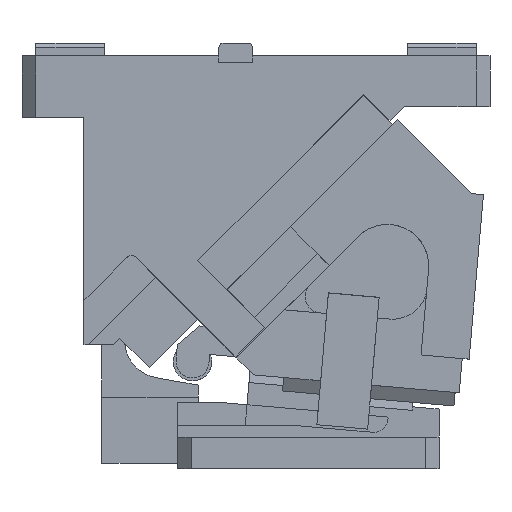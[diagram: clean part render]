
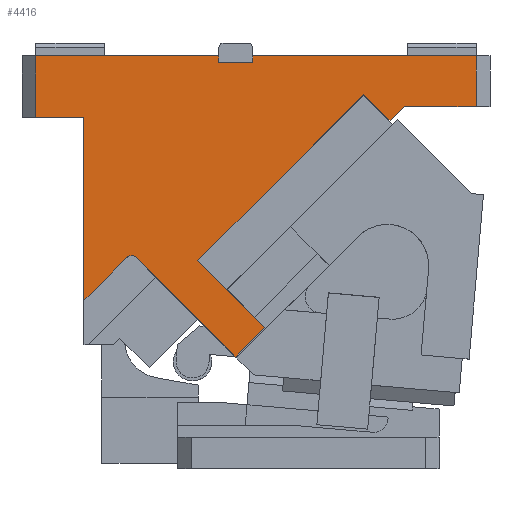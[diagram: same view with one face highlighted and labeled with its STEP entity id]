
A CAD part, front view. The second image highlights one B-rep face of the part: STEP entity #4416.
In plain terms, the highlighted planar face has unit normal (0, -1, 0).
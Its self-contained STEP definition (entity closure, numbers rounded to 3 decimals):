
#3663=CARTESIAN_POINT('Vertex',(-103.,-100.,300.)) ;
#3666=CARTESIAN_POINT('Line Origine',(-36.591,-100.,300.)) ;
#3670=CARTESIAN_POINT('Vertex',(29.818,-100.,300.)) ;
#3929=CARTESIAN_POINT('Vertex',(-68.,-100.,255.)) ;
#3932=CARTESIAN_POINT('Line Origine',(-85.5,-100.,255.)) ;
#3936=CARTESIAN_POINT('Vertex',(-103.,-100.,255.)) ;
#4267=CARTESIAN_POINT('Line Origine',(-103.,-100.,277.5)) ;
#4279=CARTESIAN_POINT('Axis2P3D Location',(10.097,-100.,158.385)) ;
#4284=CARTESIAN_POINT('Line Origine',(74.984,-100.,211.397)) ;
#4288=CARTESIAN_POINT('Vertex',(14.703,-100.,151.116)) ;
#4290=CARTESIAN_POINT('Vertex',(135.265,-100.,271.678)) ;
#4293=CARTESIAN_POINT('Line Origine',(144.811,-100.,262.132)) ;
#4297=CARTESIAN_POINT('Vertex',(154.356,-100.,252.586)) ;
#4300=CARTESIAN_POINT('Line Origine',(159.564,-100.,257.793)) ;
#4304=CARTESIAN_POINT('Vertex',(164.771,-100.,263.)) ;
#4307=CARTESIAN_POINT('Line Origine',(190.885,-100.,263.)) ;
#4311=CARTESIAN_POINT('Vertex',(217.,-100.,263.)) ;
#4314=CARTESIAN_POINT('Line Origine',(217.,-100.,281.5)) ;
#4318=CARTESIAN_POINT('Vertex',(217.,-100.,300.)) ;
#4321=CARTESIAN_POINT('Line Origine',(135.909,-100.,300.)) ;
#4325=CARTESIAN_POINT('Vertex',(54.818,-100.,300.)) ;
#4328=CARTESIAN_POINT('Line Origine',(54.818,-100.,297.5)) ;
#4332=CARTESIAN_POINT('Vertex',(54.818,-100.,295.)) ;
#4335=CARTESIAN_POINT('Line Origine',(42.318,-100.,295.)) ;
#4339=CARTESIAN_POINT('Vertex',(29.818,-100.,295.)) ;
#4342=CARTESIAN_POINT('Line Origine',(29.818,-100.,297.5)) ;
#4347=CARTESIAN_POINT('Line Origine',(-68.,-100.,188.577)) ;
#4351=CARTESIAN_POINT('Vertex',(-68.,-100.,122.153)) ;
#4354=CARTESIAN_POINT('Line Origine',(-52.458,-100.,137.695)) ;
#4358=CARTESIAN_POINT('Vertex',(-36.916,-100.,153.237)) ;
#4362=CARTESIAN_POINT('Control Point',(-29.845,-100.,153.237)) ;
#4363=CARTESIAN_POINT('Control Point',(-30.232,-100.,153.625)) ;
#4364=CARTESIAN_POINT('Control Point',(-30.672,-100.,153.959)) ;
#4365=CARTESIAN_POINT('Control Point',(-31.156,-100.,154.23)) ;
#4366=CARTESIAN_POINT('Control Point',(-32.186,-100.,154.634)) ;
#4367=CARTESIAN_POINT('Control Point',(-33.285,-100.,154.746)) ;
#4368=CARTESIAN_POINT('Control Point',(-33.84,-100.,154.726)) ;
#4369=CARTESIAN_POINT('Control Point',(-34.857,-100.,154.547)) ;
#4370=CARTESIAN_POINT('Control Point',(-35.794,-100.,154.119)) ;
#4371=CARTESIAN_POINT('Control Point',(-36.204,-100.,153.87)) ;
#4372=CARTESIAN_POINT('Control Point',(-36.58,-100.,153.573)) ;
#4373=CARTESIAN_POINT('Control Point',(-36.916,-100.,153.237)) ;
#4374=CARTESIAN_POINT('Vertex',(-29.845,-100.,153.237)) ;
#4377=CARTESIAN_POINT('Line Origine',(6.218,-100.,117.175)) ;
#4381=CARTESIAN_POINT('Vertex',(42.28,-100.,81.112)) ;
#4384=CARTESIAN_POINT('Line Origine',(52.887,-100.,91.719)) ;
#4388=CARTESIAN_POINT('Vertex',(63.493,-100.,102.326)) ;
#4391=CARTESIAN_POINT('Line Origine',(39.098,-100.,126.721)) ;
#3667=DIRECTION('Vector Direction',(1.,0.,0.)) ;
#3933=DIRECTION('Vector Direction',(1.,0.,0.)) ;
#4268=DIRECTION('Vector Direction',(0.,0.,1.)) ;
#4280=DIRECTION('Axis2P3D Direction',(0.,-1.,-0.)) ;
#4281=DIRECTION('Axis2P3D XDirection',(-0.966,0.,-0.259)) ;
#4285=DIRECTION('Vector Direction',(0.707,0.,0.707)) ;
#4294=DIRECTION('Vector Direction',(0.707,0.,-0.707)) ;
#4301=DIRECTION('Vector Direction',(-0.707,0.,-0.707)) ;
#4308=DIRECTION('Vector Direction',(-1.,0.,0.)) ;
#4315=DIRECTION('Vector Direction',(0.,0.,1.)) ;
#4322=DIRECTION('Vector Direction',(1.,0.,0.)) ;
#4329=DIRECTION('Vector Direction',(0.,0.,-1.)) ;
#4336=DIRECTION('Vector Direction',(1.,0.,0.)) ;
#4343=DIRECTION('Vector Direction',(0.,0.,-1.)) ;
#4348=DIRECTION('Vector Direction',(0.,0.,1.)) ;
#4355=DIRECTION('Vector Direction',(-0.707,0.,-0.707)) ;
#4378=DIRECTION('Vector Direction',(0.707,0.,-0.707)) ;
#4385=DIRECTION('Vector Direction',(-0.707,0.,-0.707)) ;
#4392=DIRECTION('Vector Direction',(-0.707,0.,0.707)) ;
#4282=AXIS2_PLACEMENT_3D('Plane Axis2P3D',#4279,#4280,#4281) ;
#4397=ORIENTED_EDGE('',*,*,#4292,.T.) ;
#4398=ORIENTED_EDGE('',*,*,#4299,.T.) ;
#4399=ORIENTED_EDGE('',*,*,#4306,.F.) ;
#4400=ORIENTED_EDGE('',*,*,#4313,.F.) ;
#4401=ORIENTED_EDGE('',*,*,#4320,.T.) ;
#4402=ORIENTED_EDGE('',*,*,#4327,.F.) ;
#4403=ORIENTED_EDGE('',*,*,#4334,.T.) ;
#4404=ORIENTED_EDGE('',*,*,#4341,.F.) ;
#4405=ORIENTED_EDGE('',*,*,#4346,.F.) ;
#4406=ORIENTED_EDGE('',*,*,#3672,.F.) ;
#4407=ORIENTED_EDGE('',*,*,#4271,.F.) ;
#4408=ORIENTED_EDGE('',*,*,#3938,.F.) ;
#4409=ORIENTED_EDGE('',*,*,#4353,.F.) ;
#4410=ORIENTED_EDGE('',*,*,#4360,.F.) ;
#4411=ORIENTED_EDGE('',*,*,#4376,.F.) ;
#4412=ORIENTED_EDGE('',*,*,#4383,.T.) ;
#4413=ORIENTED_EDGE('',*,*,#4390,.F.) ;
#4414=ORIENTED_EDGE('',*,*,#4395,.T.) ;
#3668=VECTOR('Line Direction',#3667,1.) ;
#3934=VECTOR('Line Direction',#3933,1.) ;
#4269=VECTOR('Line Direction',#4268,1.) ;
#4286=VECTOR('Line Direction',#4285,1.) ;
#4295=VECTOR('Line Direction',#4294,1.) ;
#4302=VECTOR('Line Direction',#4301,1.) ;
#4309=VECTOR('Line Direction',#4308,1.) ;
#4316=VECTOR('Line Direction',#4315,1.) ;
#4323=VECTOR('Line Direction',#4322,1.) ;
#4330=VECTOR('Line Direction',#4329,1.) ;
#4337=VECTOR('Line Direction',#4336,1.) ;
#4344=VECTOR('Line Direction',#4343,1.) ;
#4349=VECTOR('Line Direction',#4348,1.) ;
#4356=VECTOR('Line Direction',#4355,1.) ;
#4379=VECTOR('Line Direction',#4378,1.) ;
#4386=VECTOR('Line Direction',#4385,1.) ;
#4393=VECTOR('Line Direction',#4392,1.) ;
#4416=ADVANCED_FACE('CAM HOLDER',(#4415),#4283,.T.) ;
#4361=B_SPLINE_CURVE_WITH_KNOTS('',5,(#4362,#4363,#4364,#4365,#4366,#4367,#4368,#4369,#4370,#4371,#4372,#4373),.UNSPECIFIED.,.F.,.U.,(6,3,3,6),(0.,3.873,7.746,11.107),.UNSPECIFIED.) ;
#3672=EDGE_CURVE('',#3664,#3671,#3669,.T.) ;
#3938=EDGE_CURVE('',#3930,#3937,#3935,.F.) ;
#4271=EDGE_CURVE('',#3937,#3664,#4270,.T.) ;
#4292=EDGE_CURVE('',#4289,#4291,#4287,.T.) ;
#4299=EDGE_CURVE('',#4291,#4298,#4296,.T.) ;
#4306=EDGE_CURVE('',#4305,#4298,#4303,.T.) ;
#4313=EDGE_CURVE('',#4312,#4305,#4310,.T.) ;
#4320=EDGE_CURVE('',#4312,#4319,#4317,.T.) ;
#4327=EDGE_CURVE('',#4326,#4319,#4324,.T.) ;
#4334=EDGE_CURVE('',#4326,#4333,#4331,.T.) ;
#4341=EDGE_CURVE('',#4340,#4333,#4338,.T.) ;
#4346=EDGE_CURVE('',#3671,#4340,#4345,.T.) ;
#4353=EDGE_CURVE('',#4352,#3930,#4350,.T.) ;
#4360=EDGE_CURVE('',#4359,#4352,#4357,.T.) ;
#4376=EDGE_CURVE('',#4375,#4359,#4361,.T.) ;
#4383=EDGE_CURVE('',#4375,#4382,#4380,.T.) ;
#4390=EDGE_CURVE('',#4389,#4382,#4387,.T.) ;
#4395=EDGE_CURVE('',#4389,#4289,#4394,.T.) ;
#4396=EDGE_LOOP('',(#4397,#4398,#4399,#4400,#4401,#4402,#4403,#4404,#4405,#4406,#4407,#4408,#4409,#4410,#4411,#4412,#4413,#4414)) ;
#4415=FACE_OUTER_BOUND('',#4396,.T.) ;
#3669=LINE('Line',#3666,#3668) ;
#3935=LINE('Line',#3932,#3934) ;
#4270=LINE('Line',#4267,#4269) ;
#4287=LINE('Line',#4284,#4286) ;
#4296=LINE('Line',#4293,#4295) ;
#4303=LINE('Line',#4300,#4302) ;
#4310=LINE('Line',#4307,#4309) ;
#4317=LINE('Line',#4314,#4316) ;
#4324=LINE('Line',#4321,#4323) ;
#4331=LINE('Line',#4328,#4330) ;
#4338=LINE('Line',#4335,#4337) ;
#4345=LINE('Line',#4342,#4344) ;
#4350=LINE('Line',#4347,#4349) ;
#4357=LINE('Line',#4354,#4356) ;
#4380=LINE('Line',#4377,#4379) ;
#4387=LINE('Line',#4384,#4386) ;
#4394=LINE('Line',#4391,#4393) ;
#4283=PLANE('Plane',#4282) ;
#3664=VERTEX_POINT('',#3663) ;
#3671=VERTEX_POINT('',#3670) ;
#3930=VERTEX_POINT('',#3929) ;
#3937=VERTEX_POINT('',#3936) ;
#4289=VERTEX_POINT('',#4288) ;
#4291=VERTEX_POINT('',#4290) ;
#4298=VERTEX_POINT('',#4297) ;
#4305=VERTEX_POINT('',#4304) ;
#4312=VERTEX_POINT('',#4311) ;
#4319=VERTEX_POINT('',#4318) ;
#4326=VERTEX_POINT('',#4325) ;
#4333=VERTEX_POINT('',#4332) ;
#4340=VERTEX_POINT('',#4339) ;
#4352=VERTEX_POINT('',#4351) ;
#4359=VERTEX_POINT('',#4358) ;
#4375=VERTEX_POINT('',#4374) ;
#4382=VERTEX_POINT('',#4381) ;
#4389=VERTEX_POINT('',#4388) ;
